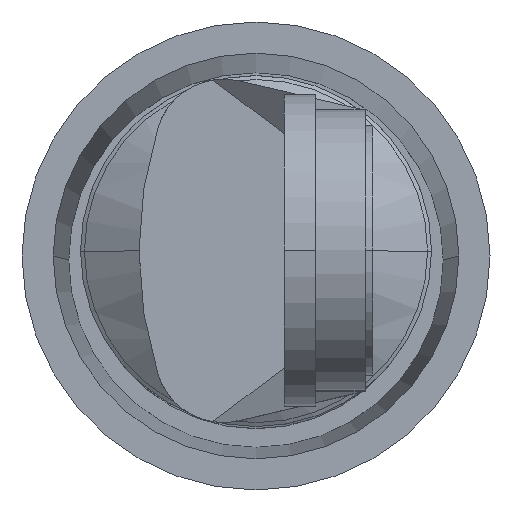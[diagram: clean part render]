
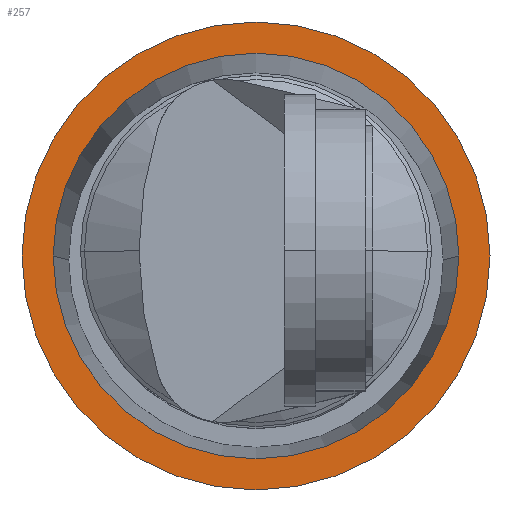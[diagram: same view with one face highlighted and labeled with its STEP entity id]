
A CAD part, top view. The second image highlights one B-rep face of the part: STEP entity #257.
In plain terms, the highlighted planar face has unit normal (0, 0, 1).
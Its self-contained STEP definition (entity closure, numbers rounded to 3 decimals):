
#257=ADVANCED_FACE('',(#721,#722),#720,.F.);
#720=PLANE('',#3837);
#721=FACE_OUTER_BOUND('',#3838,.T.);
#722=FACE_BOUND('',#3839,.T.);
#3834=CARTESIAN_POINT('',(34.5,-31.177,43.2));
#3835=DIRECTION('',(0.,0.,-1.));
#3836=DIRECTION('',(-1.,0.,0.));
#3837=AXIS2_PLACEMENT_3D('',#3834,#3835,#3836);
#3838=EDGE_LOOP('',(#6573,#6574));
#3839=EDGE_LOOP('',(#6575,#6576));
#6573=ORIENTED_EDGE('',*,*,#7859,.F.);
#6574=ORIENTED_EDGE('',*,*,#7860,.F.);
#6575=ORIENTED_EDGE('',*,*,#7861,.T.);
#6576=ORIENTED_EDGE('',*,*,#7862,.T.);
#7859=EDGE_CURVE('',#8746,#8747,#8748,.T.);
#7860=EDGE_CURVE('',#8747,#8746,#8754,.T.);
#7861=EDGE_CURVE('',#8760,#8761,#8762,.T.);
#7862=EDGE_CURVE('',#8761,#8760,#8768,.T.);
#8746=VERTEX_POINT('',#13008);
#8747=VERTEX_POINT('',#13009);
#8748=CIRCLE('',#13013,15.);
#8754=CIRCLE('',#13017,15.);
#8760=VERTEX_POINT('',#13018);
#8761=VERTEX_POINT('',#13019);
#8762=CIRCLE('',#13023,13.);
#8768=CIRCLE('',#13027,13.);
#13008=CARTESIAN_POINT('',(15.,0.,43.2));
#13009=CARTESIAN_POINT('',(-15.,0.,43.2));
#13010=CARTESIAN_POINT('',(0.,0.,43.2));
#13011=DIRECTION('',(0.,0.,-1.));
#13012=DIRECTION('',(-1.,0.,0.));
#13013=AXIS2_PLACEMENT_3D('',#13010,#13011,#13012);
#13014=CARTESIAN_POINT('',(0.,0.,43.2));
#13015=DIRECTION('',(0.,0.,-1.));
#13016=DIRECTION('',(-1.,0.,0.));
#13017=AXIS2_PLACEMENT_3D('',#13014,#13015,#13016);
#13018=CARTESIAN_POINT('',(-13.,0.,43.2));
#13019=CARTESIAN_POINT('',(13.,0.,43.2));
#13020=CARTESIAN_POINT('',(0.,0.,43.2));
#13021=DIRECTION('',(0.,0.,-1.));
#13022=DIRECTION('',(-1.,0.,0.));
#13023=AXIS2_PLACEMENT_3D('',#13020,#13021,#13022);
#13024=CARTESIAN_POINT('',(0.,0.,43.2));
#13025=DIRECTION('',(0.,0.,-1.));
#13026=DIRECTION('',(-1.,0.,0.));
#13027=AXIS2_PLACEMENT_3D('',#13024,#13025,#13026);
